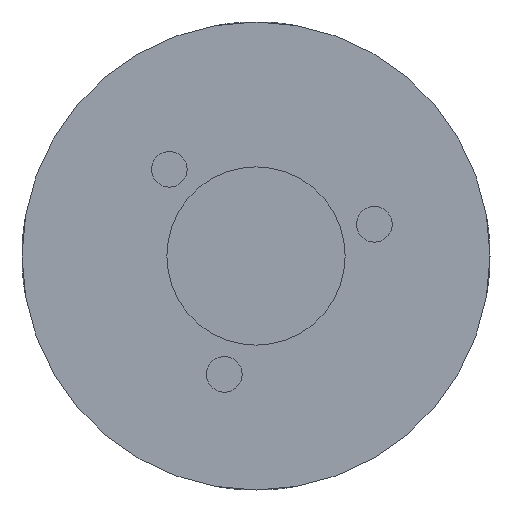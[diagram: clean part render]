
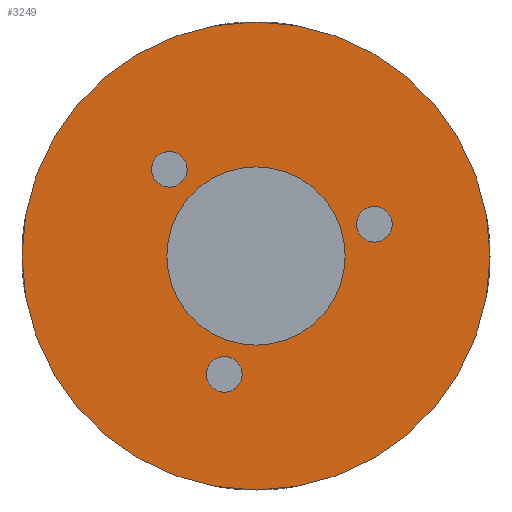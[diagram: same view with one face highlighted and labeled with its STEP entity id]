
A CAD part, left-side view. The second image highlights one B-rep face of the part: STEP entity #3249.
In plain terms, the highlighted planar face has unit normal (-1, 0, 0).
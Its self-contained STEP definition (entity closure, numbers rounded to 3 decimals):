
#182=FACE_BOUND('',#789,.T.);
#183=FACE_BOUND('',#790,.T.);
#184=FACE_BOUND('',#791,.T.);
#185=FACE_BOUND('',#792,.T.);
#616=FACE_OUTER_BOUND('',#788,.T.);
#788=EDGE_LOOP('',(#2042,#2043));
#789=EDGE_LOOP('',(#2044,#2045));
#790=EDGE_LOOP('',(#2046));
#791=EDGE_LOOP('',(#2047));
#792=EDGE_LOOP('',(#2048));
#985=CIRCLE('',#3443,1.6);
#986=CIRCLE('',#3445,1.6);
#987=CIRCLE('',#3447,1.6);
#988=CIRCLE('',#3449,21.);
#989=CIRCLE('',#3450,21.);
#990=CIRCLE('',#3451,8.);
#991=CIRCLE('',#3452,8.);
#1198=VERTEX_POINT('',#4786);
#1199=VERTEX_POINT('',#4790);
#1200=VERTEX_POINT('',#4794);
#1201=VERTEX_POINT('',#4798);
#1202=VERTEX_POINT('',#4799);
#1203=VERTEX_POINT('',#4802);
#1204=VERTEX_POINT('',#4803);
#1541=EDGE_CURVE('',#1198,#1198,#985,.T.);
#1543=EDGE_CURVE('',#1199,#1199,#986,.T.);
#1545=EDGE_CURVE('',#1200,#1200,#987,.T.);
#1546=EDGE_CURVE('',#1201,#1202,#988,.T.);
#1547=EDGE_CURVE('',#1202,#1201,#989,.T.);
#1548=EDGE_CURVE('',#1203,#1204,#990,.T.);
#1549=EDGE_CURVE('',#1204,#1203,#991,.T.);
#2042=ORIENTED_EDGE('',*,*,#1546,.T.);
#2043=ORIENTED_EDGE('',*,*,#1547,.T.);
#2044=ORIENTED_EDGE('',*,*,#1548,.T.);
#2045=ORIENTED_EDGE('',*,*,#1549,.T.);
#2046=ORIENTED_EDGE('',*,*,#1541,.T.);
#2047=ORIENTED_EDGE('',*,*,#1543,.T.);
#2048=ORIENTED_EDGE('',*,*,#1545,.T.);
#3010=PLANE('',#3448);
#3249=ADVANCED_FACE('',(#616,#182,#183,#184,#185),#3010,.F.);
#3443=AXIS2_PLACEMENT_3D('',#4788,#3840,#3841);
#3445=AXIS2_PLACEMENT_3D('',#4792,#3845,#3846);
#3447=AXIS2_PLACEMENT_3D('',#4796,#3850,#3851);
#3448=AXIS2_PLACEMENT_3D('',#4797,#3852,#3853);
#3449=AXIS2_PLACEMENT_3D('',#4800,#3854,#3855);
#3450=AXIS2_PLACEMENT_3D('',#4801,#3856,#3857);
#3451=AXIS2_PLACEMENT_3D('',#4804,#3858,#3859);
#3452=AXIS2_PLACEMENT_3D('',#4805,#3860,#3861);
#3840=DIRECTION('center_axis',(1.,0.,0.));
#3841=DIRECTION('ref_axis',(0.,0.,
-1.));
#3845=DIRECTION('center_axis',(1.,0.,0.));
#3846=DIRECTION('ref_axis',(0.,0.,
-1.));
#3850=DIRECTION('center_axis',(1.,0.,0.));
#3851=DIRECTION('ref_axis',(0.,0.,
-1.));
#3852=DIRECTION('center_axis',(1.,0.,0.));
#3853=DIRECTION('ref_axis',(0.,0.,
-1.));
#3854=DIRECTION('center_axis',(-1.,0.,0.));
#3855=DIRECTION('ref_axis',(0.,-1.,0.));
#3856=DIRECTION('center_axis',(-1.,0.,0.));
#3857=DIRECTION('ref_axis',(0.,-1.,0.));
#3858=DIRECTION('center_axis',(1.,0.,0.));
#3859=DIRECTION('ref_axis',(0.,0.,
-1.));
#3860=DIRECTION('center_axis',(1.,0.,0.));
#3861=DIRECTION('ref_axis',(0.,0.,
-1.));
#4786=CARTESIAN_POINT('',(-37.4,2.847,-9.025));
#4788=CARTESIAN_POINT('Origin',(-37.4,2.847,-10.625));
#4790=CARTESIAN_POINT('',(-37.4,7.778,9.378));
#4792=CARTESIAN_POINT('Origin',(-37.4,7.778,7.778));
#4794=CARTESIAN_POINT('',(-37.4,-10.625,4.447));
#4796=CARTESIAN_POINT('Origin',(-37.4,-10.625,2.847));
#4797=CARTESIAN_POINT('Origin',(-37.4,0.,0.));
#4798=CARTESIAN_POINT('',(-37.4,21.,0.));
#4799=CARTESIAN_POINT('',(-37.4,-21.,0.));
#4800=CARTESIAN_POINT('Origin',(-37.4,0.,0.));
#4801=CARTESIAN_POINT('Origin',(-37.4,0.,0.));
#4802=CARTESIAN_POINT('',(-37.4,8.,0.));
#4803=CARTESIAN_POINT('',(-37.4,-8.,0.));
#4804=CARTESIAN_POINT('Origin',(-37.4,0.,0.));
#4805=CARTESIAN_POINT('Origin',(-37.4,0.,0.));
